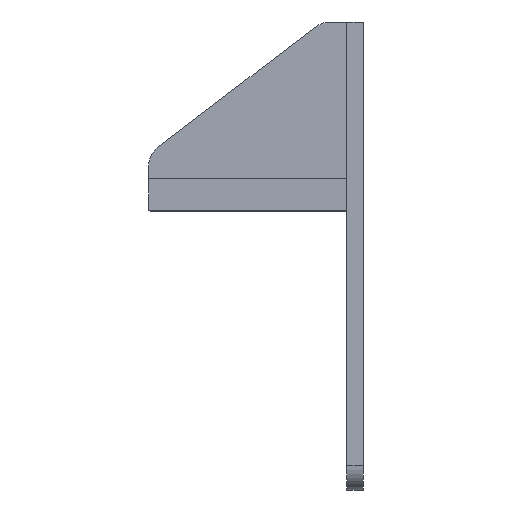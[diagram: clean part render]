
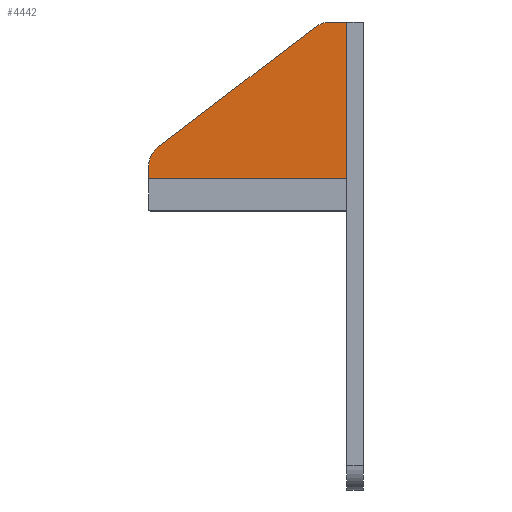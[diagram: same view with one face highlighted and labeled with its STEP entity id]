
A CAD part, left-side view. The second image highlights one B-rep face of the part: STEP entity #4442.
In plain terms, the highlighted planar face has unit normal (-1, 0, 0).
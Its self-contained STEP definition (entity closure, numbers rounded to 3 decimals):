
#15 = EDGE_CURVE ( 'NONE', #4178, #6567, #243, .T. ) ;
#40 = VECTOR ( 'NONE', #7789, 1000. ) ;
#161 = EDGE_CURVE ( 'NONE', #4697, #3718, #613, .T. ) ;
#243 = LINE ( 'NONE', #4123, #6390 ) ;
#484 = ORIENTED_EDGE ( 'NONE', *, *, #6539, .T. ) ;
#613 = LINE ( 'NONE', #4190, #2385 ) ;
#873 = CARTESIAN_POINT ( 'NONE',  ( -100., 130., 108.5 ) ) ;
#1006 = DIRECTION ( 'NONE',  ( 0., -1., 0. ) ) ;
#1098 = VECTOR ( 'NONE', #1006, 1000. ) ;
#1106 = VECTOR ( 'NONE', #6037, 1000. ) ;
#1209 = CARTESIAN_POINT ( 'NONE',  ( -100., 124.091, 113.002 ) ) ;
#1314 = DIRECTION ( 'NONE',  ( 0., 0., 1. ) ) ;
#1469 = CIRCLE ( 'NONE', #7698, 15. ) ;
#1569 = VERTEX_POINT ( 'NONE', #1942 ) ;
#1706 = EDGE_CURVE ( 'NONE', #7433, #7969, #2812, .T. ) ;
#1765 = DIRECTION ( 'NONE',  ( 0., 1., 0. ) ) ;
#1942 = CARTESIAN_POINT ( 'NONE',  ( -100., 10., 93.5 ) ) ;
#2102 = CARTESIAN_POINT ( 'NONE',  ( -100., 29.027, 185.431 ) ) ;
#2202 = ORIENTED_EDGE ( 'NONE', *, *, #1706, .T. ) ;
#2302 = DIRECTION ( 'NONE',  ( 0., 0.795, -0.606 ) ) ;
#2339 = CARTESIAN_POINT ( 'NONE',  ( -100., 10., 188.5 ) ) ;
#2385 = VECTOR ( 'NONE', #1765, 1000. ) ;
#2463 = LINE ( 'NONE', #4939, #1098 ) ;
#2538 = CARTESIAN_POINT ( 'NONE',  ( -100., 115., 101.071 ) ) ;
#2812 = LINE ( 'NONE', #873, #40 ) ;
#2900 = CARTESIAN_POINT ( 'NONE',  ( -100., 19.937, 173.5 ) ) ;
#3491 = EDGE_CURVE ( 'NONE', #3718, #4178, #5644, .T. ) ;
#3569 = ORIENTED_EDGE ( 'NONE', *, *, #3491, .T. ) ;
#3599 = EDGE_CURVE ( 'NONE', #7969, #1569, #2463, .T. ) ;
#3670 = ORIENTED_EDGE ( 'NONE', *, *, #15, .T. ) ;
#3678 = DIRECTION ( 'NONE',  ( 0., 0., 1. ) ) ;
#3718 = VERTEX_POINT ( 'NONE', #4546 ) ;
#3723 = FACE_OUTER_BOUND ( 'NONE', #6234, .T. ) ;
#3771 = ORIENTED_EDGE ( 'NONE', *, *, #3599, .T. ) ;
#3916 = ORIENTED_EDGE ( 'NONE', *, *, #7818, .T. ) ;
#3942 = ORIENTED_EDGE ( 'NONE', *, *, #161, .T. ) ;
#4123 = CARTESIAN_POINT ( 'NONE',  ( -100., 25., 188.5 ) ) ;
#4176 = CARTESIAN_POINT ( 'NONE',  ( -100., 10., 93.5 ) ) ;
#4178 = VERTEX_POINT ( 'NONE', #2102 ) ;
#4190 = CARTESIAN_POINT ( 'NONE',  ( -100., 10., 188.5 ) ) ;
#4442 = ADVANCED_FACE ( 'NONE', ( #3723 ), #6748, .T. ) ;
#4546 = CARTESIAN_POINT ( 'NONE',  ( -100., 19.937, 188.5 ) ) ;
#4697 = VERTEX_POINT ( 'NONE', #2339 ) ;
#4843 = DIRECTION ( 'NONE',  ( 0., 0., 1. ) ) ;
#4939 = CARTESIAN_POINT ( 'NONE',  ( -100., 130., 93.5 ) ) ;
#5644 = CIRCLE ( 'NONE', #6162, 15. ) ;
#5676 = DIRECTION ( 'NONE',  ( -1., 0., 0. ) ) ;
#5771 = DIRECTION ( 'NONE',  ( -1., 0., 0. ) ) ;
#5791 = CARTESIAN_POINT ( 'NONE',  ( -100., 130., 93.5 ) ) ;
#6037 = DIRECTION ( 'NONE',  ( 0., 0., 1. ) ) ;
#6162 = AXIS2_PLACEMENT_3D ( 'NONE', #2900, #6619, #4843 ) ;
#6172 = CARTESIAN_POINT ( 'NONE',  ( -100., 130., 101.071 ) ) ;
#6234 = EDGE_LOOP ( 'NONE', ( #3670, #484, #2202, #3771, #3916, #3942, #3569 ) ) ;
#6390 = VECTOR ( 'NONE', #2302, 1000. ) ;
#6539 = EDGE_CURVE ( 'NONE', #6567, #7433, #1469, .T. ) ;
#6567 = VERTEX_POINT ( 'NONE', #1209 ) ;
#6619 = DIRECTION ( 'NONE',  ( -1., 0., 0. ) ) ;
#6646 = LINE ( 'NONE', #4176, #1106 ) ;
#6748 = PLANE ( 'NONE',  #7080 ) ;
#6981 = CARTESIAN_POINT ( 'NONE',  ( -100., 0., 0. ) ) ;
#7080 = AXIS2_PLACEMENT_3D ( 'NONE', #6981, #5771, #3678 ) ;
#7433 = VERTEX_POINT ( 'NONE', #6172 ) ;
#7698 = AXIS2_PLACEMENT_3D ( 'NONE', #2538, #5676, #1314 ) ;
#7789 = DIRECTION ( 'NONE',  ( 0., 0., -1. ) ) ;
#7818 = EDGE_CURVE ( 'NONE', #1569, #4697, #6646, .T. ) ;
#7969 = VERTEX_POINT ( 'NONE', #5791 ) ;
